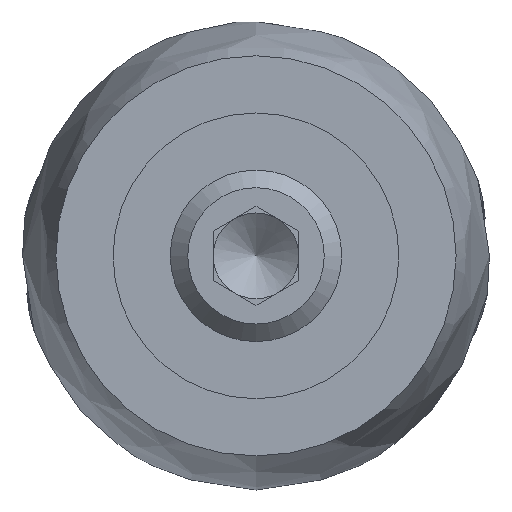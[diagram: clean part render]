
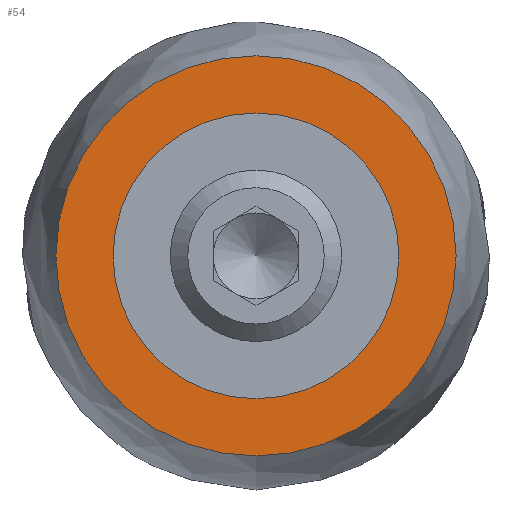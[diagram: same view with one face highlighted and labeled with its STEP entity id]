
A CAD part, left-side view. The second image highlights one B-rep face of the part: STEP entity #54.
In plain terms, the highlighted planar face has unit normal (-1, 0, 0).
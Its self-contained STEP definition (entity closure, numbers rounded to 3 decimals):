
#54 = ADVANCED_FACE( '', ( #123, #124 ), #125, .F. );
#123 = FACE_OUTER_BOUND( '', #213, .T. );
#124 = FACE_BOUND( '', #214, .T. );
#125 = PLANE( '', #215 );
#213 = EDGE_LOOP( '', ( #375 ) );
#214 = EDGE_LOOP( '', ( #376 ) );
#215 = AXIS2_PLACEMENT_3D( '', #377, #378, #379 );
#375 = ORIENTED_EDGE( '', *, *, #537, .F. );
#376 = ORIENTED_EDGE( '', *, *, #538, .T. );
#377 = CARTESIAN_POINT( '', ( 5.5, 5., 0. ) );
#378 = DIRECTION( '', ( 1., 0., 0. ) );
#379 = DIRECTION( '', ( 0., 0., -1. ) );
#537 = EDGE_CURVE( '', #610, #610, #611, .T. );
#538 = EDGE_CURVE( '', #612, #612, #613, .T. );
#610 = VERTEX_POINT( '', #706 );
#611 = CIRCLE( '', #707, 7. );
#612 = VERTEX_POINT( '', #708 );
#613 = CIRCLE( '', #709, 5. );
#706 = CARTESIAN_POINT( '', ( 5.5, 0., -7. ) );
#707 = AXIS2_PLACEMENT_3D( '', #814, #815, #816 );
#708 = CARTESIAN_POINT( '', ( 5.5, 0., -5. ) );
#709 = AXIS2_PLACEMENT_3D( '', #817, #818, #819 );
#814 = CARTESIAN_POINT( '', ( 5.5, 0., 0. ) );
#815 = DIRECTION( '', ( 1., 0., 0. ) );
#816 = DIRECTION( '', ( 0., 0., -1. ) );
#817 = CARTESIAN_POINT( '', ( 5.5, 0., 0. ) );
#818 = DIRECTION( '', ( 1., 0., 0. ) );
#819 = DIRECTION( '', ( 0., 0., -1. ) );
